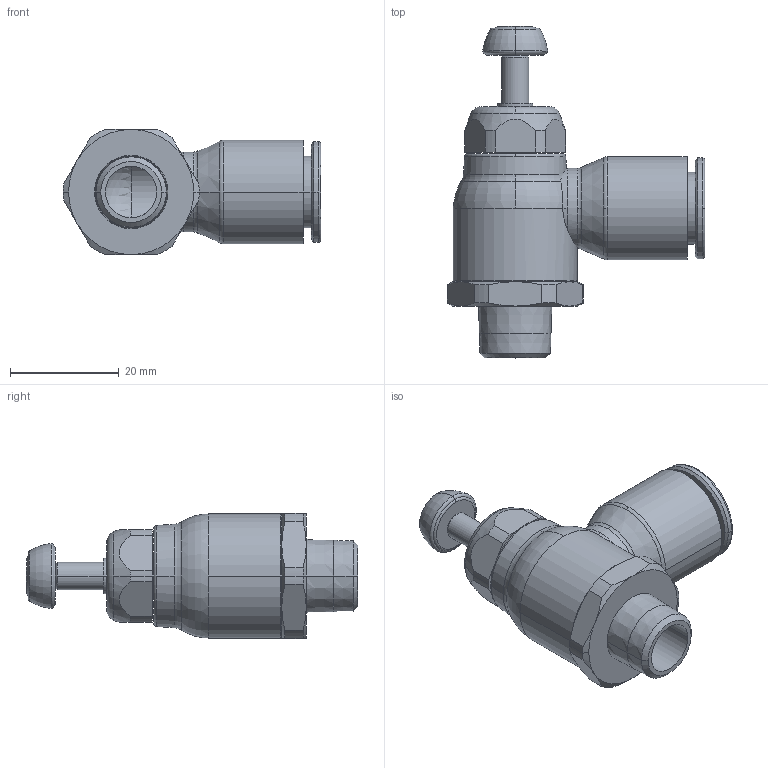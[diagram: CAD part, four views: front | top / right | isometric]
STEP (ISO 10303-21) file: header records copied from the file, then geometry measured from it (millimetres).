
FILE_DESCRIPTION(('STEP AP214'),'1');
FILE_NAME('7065_12_13.stp','2016-07-07T14:54:19',('TraceParts'),('TraceParts S.A.'),'Spatial InterOp 3D',' ',' ');
FILE_SCHEMA(('automotive_design'));
Length unit declared in the file: millimetre
Products named in the file (1): 1
Bounding box: 47.35 x 61 x 23 mm (x, y, z)
Volume: 14984.8 mm3; surface area: 8166.6 mm2
Topology: 1 solids, 1 shells, 131 faces, 331 edges, 205 vertices
Faces by surface type: cylinder 38, cone 34, torus 28, plane 26, sphere 5
Entity records: 4263 total; most frequent: CARTESIAN_POINT 1066, DIRECTION 748, ORIENTED_EDGE 646, AXIS2_PLACEMENT_3D 335, EDGE_CURVE 323, VERTEX_POINT 205, CIRCLE 203, EDGE_LOOP 144
